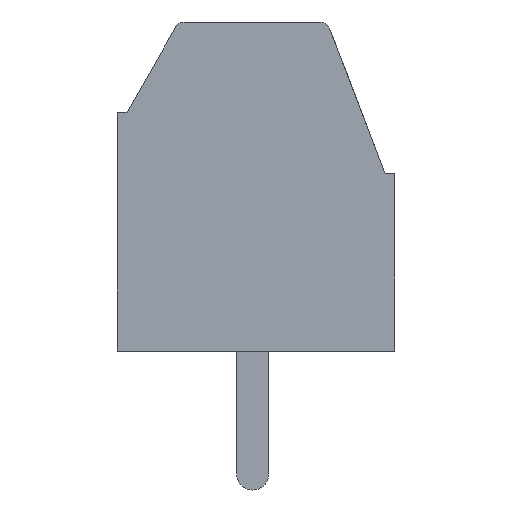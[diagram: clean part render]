
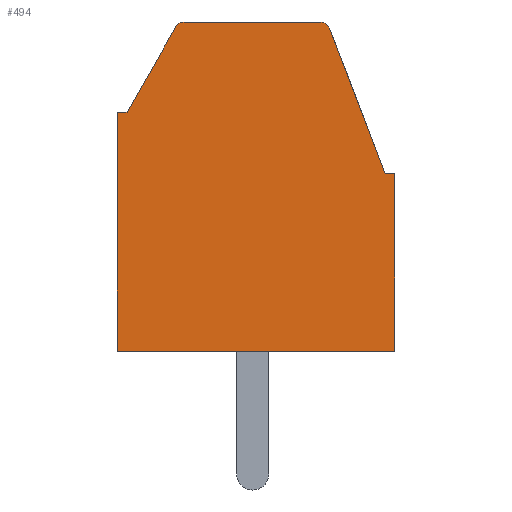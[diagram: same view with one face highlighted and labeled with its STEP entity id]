
A CAD part, front view. The second image highlights one B-rep face of the part: STEP entity #494.
In plain terms, the highlighted planar face has unit normal (0, -1, 0).
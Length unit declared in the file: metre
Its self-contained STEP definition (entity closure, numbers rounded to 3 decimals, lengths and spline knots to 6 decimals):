
#494=ADVANCED_FACE('',(#1015),#1016,.F.);
#1015=FACE_OUTER_BOUND('',#1543,.T.);
#1016=PLANE('',#1544);
#1543=EDGE_LOOP('',(#2992,#2993,#2994,#2995,#2996,#2997,#2998,#2999,#3000,#3001));
#1544=AXIS2_PLACEMENT_3D('',#3002,#3003,#3004);
#2992=ORIENTED_EDGE('',*,*,#3429,.T.);
#2993=ORIENTED_EDGE('',*,*,#3243,.F.);
#2994=ORIENTED_EDGE('',*,*,#3445,.T.);
#2995=ORIENTED_EDGE('',*,*,#3448,.F.);
#2996=ORIENTED_EDGE('',*,*,#3451,.F.);
#2997=ORIENTED_EDGE('',*,*,#3463,.F.);
#2998=ORIENTED_EDGE('',*,*,#3473,.F.);
#2999=ORIENTED_EDGE('',*,*,#3434,.F.);
#3000=ORIENTED_EDGE('',*,*,#3431,.F.);
#3001=ORIENTED_EDGE('',*,*,#3251,.F.);
#3002=CARTESIAN_POINT('',(-0.175,-0.03067,-0.0003));
#3003=DIRECTION('',(0.,1.0,0.));
#3004=DIRECTION('',(-1.0,0.,0.));
#3243=EDGE_CURVE('',#3910,#3912,#3913,.T.);
#3251=EDGE_CURVE('',#3925,#3927,#3928,.T.);
#3429=EDGE_CURVE('',#3925,#3912,#4198,.T.);
#3431=EDGE_CURVE('',#3927,#4200,#4201,.T.);
#3434=EDGE_CURVE('',#4200,#4204,#4205,.T.);
#3445=EDGE_CURVE('',#3910,#4219,#4221,.T.);
#3448=EDGE_CURVE('',#4223,#4219,#4225,.T.);
#3451=EDGE_CURVE('',#4227,#4223,#4229,.T.);
#3463=EDGE_CURVE('',#4249,#4227,#4251,.T.);
#3473=EDGE_CURVE('',#4204,#4249,#4264,.T.);
#3910=VERTEX_POINT('',#4881);
#3912=VERTEX_POINT('',#4884);
#3913=LINE('',#4885,#4886);
#3925=VERTEX_POINT('',#4900);
#3927=VERTEX_POINT('',#4903);
#3928=LINE('',#4904,#4905);
#4198=CIRCLE('',#5316,0.0003);
#4200=VERTEX_POINT('',#5318);
#4201=LINE('',#5319,#5320);
#4204=VERTEX_POINT('',#5324);
#4205=LINE('',#5325,#5326);
#4219=VERTEX_POINT('',#5348);
#4221=CIRCLE('',#5351,0.0003);
#4223=VERTEX_POINT('',#5353);
#4225=LINE('',#5356,#5357);
#4227=VERTEX_POINT('',#5359);
#4229=LINE('',#5362,#5363);
#4249=VERTEX_POINT('',#5392);
#4251=LINE('',#5395,#5396);
#4264=LINE('',#5417,#5418);
#4881=CARTESIAN_POINT('',(-0.175,-0.03067,0.));
#4884=CARTESIAN_POINT('',(-0.170781,-0.03067,0.));
#4885=CARTESIAN_POINT('',(-0.170781,-0.03067,0.));
#4886=VECTOR('',#6004,1.0);
#4900=CARTESIAN_POINT('',(-0.1705,-0.03067,-0.000193));
#4903=CARTESIAN_POINT('',(-0.168778,-0.03067,-0.0047));
#4904=CARTESIAN_POINT('',(-0.168778,-0.03067,-0.0047));
#4905=VECTOR('',#6017,1.0);
#5316=AXIS2_PLACEMENT_3D('',#6172,#6173,#6174);
#5318=CARTESIAN_POINT('',(-0.168478,-0.03067,-0.0047));
#5319=CARTESIAN_POINT('',(-0.168478,-0.03067,-0.0047));
#5320=VECTOR('',#6175,1.0);
#5324=CARTESIAN_POINT('',(-0.168478,-0.03067,-0.0102));
#5325=CARTESIAN_POINT('',(-0.168478,-0.03067,-0.0102));
#5326=VECTOR('',#6177,1.0);
#5348=CARTESIAN_POINT('',(-0.17526,-0.03067,-0.000151));
#5351=AXIS2_PLACEMENT_3D('',#6187,#6188,#6189);
#5353=CARTESIAN_POINT('',(-0.176774,-0.03067,-0.0028));
#5356=CARTESIAN_POINT('',(-0.17526,-0.03067,-0.000151));
#5357=VECTOR('',#6191,1.0);
#5359=CARTESIAN_POINT('',(-0.177078,-0.03067,-0.0028));
#5362=CARTESIAN_POINT('',(-0.176774,-0.03067,-0.0028));
#5363=VECTOR('',#6193,1.0);
#5392=CARTESIAN_POINT('',(-0.177078,-0.03067,-0.0102));
#5395=CARTESIAN_POINT('',(-0.177078,-0.03067,-0.0095));
#5396=VECTOR('',#6204,1.0);
#5417=CARTESIAN_POINT('',(-0.177078,-0.03067,-0.0102));
#5418=VECTOR('',#6213,1.0);
#6004=DIRECTION('',(1.0,0.,0.));
#6017=DIRECTION('',(0.357,0.,-0.934));
#6172=CARTESIAN_POINT('',(-0.170781,-0.03067,-0.0003));
#6173=DIRECTION('',(0.,-1.0,0.));
#6174=DIRECTION('',(-1.0,0.,0.));
#6175=DIRECTION('',(1.0,0.,0.));
#6177=DIRECTION('',(0.,0.,-1.0));
#6187=CARTESIAN_POINT('',(-0.175,-0.03067,-0.0003));
#6188=DIRECTION('',(0.,-1.0,0.));
#6189=DIRECTION('',(-1.0,0.,0.));
#6191=DIRECTION('',(0.496,0.,0.868));
#6193=DIRECTION('',(1.0,0.,0.));
#6204=DIRECTION('',(0.,0.,1.0));
#6213=DIRECTION('',(-1.0,0.,0.));
